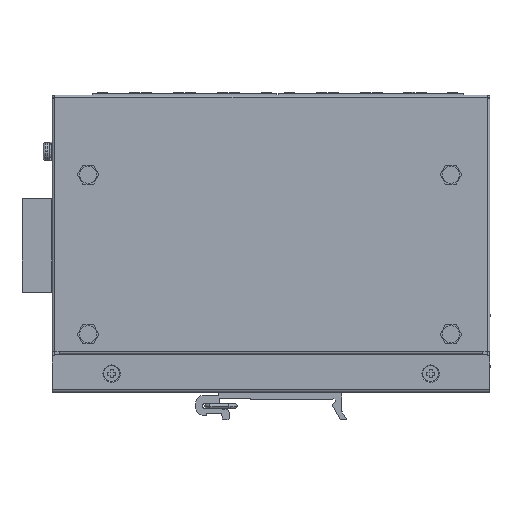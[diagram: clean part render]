
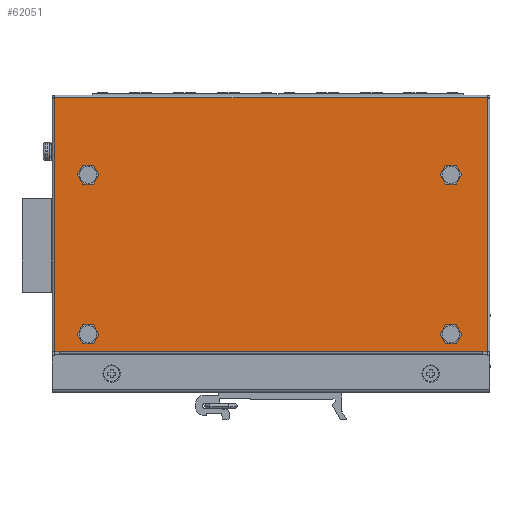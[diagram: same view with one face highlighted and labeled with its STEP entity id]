
A CAD part, left-side view. The second image highlights one B-rep face of the part: STEP entity #62051.
In plain terms, the highlighted planar face has unit normal (-1, 0, 0).
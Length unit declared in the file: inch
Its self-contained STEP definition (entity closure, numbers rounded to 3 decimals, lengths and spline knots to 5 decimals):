
#361 = VECTOR ( 'NONE', #57802, 39.37008 ) ;
#2085 = CARTESIAN_POINT ( 'NONE',  ( -0.59055, -2.44432, 3.79528 ) ) ;
#2375 = VERTEX_POINT ( 'NONE', #20862 ) ;
#2714 = DIRECTION ( 'NONE',  ( -1., 0., 0. ) ) ;
#2721 = DIRECTION ( 'NONE',  ( 0., 0., 1. ) ) ;
#3740 = VERTEX_POINT ( 'NONE', #52785 ) ;
#4681 = VECTOR ( 'NONE', #17808, 39.37008 ) ;
#5410 = DIRECTION ( 'NONE',  ( -1., 0., 0. ) ) ;
#5584 = CARTESIAN_POINT ( 'NONE',  ( -0.59055, -2.44432, 3.80315 ) ) ;
#5821 = DIRECTION ( 'NONE',  ( 0., 1., 0. ) ) ;
#8062 = DIRECTION ( 'NONE',  ( 0., 1., 0. ) ) ;
#8584 = ORIENTED_EDGE ( 'NONE', *, *, #36389, .F. ) ;
#8881 = VERTEX_POINT ( 'NONE', #41495 ) ;
#9176 = VERTEX_POINT ( 'NONE', #67004 ) ;
#9506 = EDGE_CURVE ( 'NONE', #3740, #25093, #50476, .T. ) ;
#9663 = DIRECTION ( 'NONE',  ( -1., 0., 0. ) ) ;
#10540 = AXIS2_PLACEMENT_3D ( 'NONE', #31557, #70457, #48255 ) ;
#11116 = LINE ( 'NONE', #48283, #27570 ) ;
#11938 = DIRECTION ( 'NONE',  ( -1., 0., 0. ) ) ;
#12093 = ORIENTED_EDGE ( 'NONE', *, *, #62953, .F. ) ;
#12542 = ORIENTED_EDGE ( 'NONE', *, *, #27481, .F. ) ;
#12592 = CIRCLE ( 'NONE', #24369, 0.10827 ) ;
#12676 = DIRECTION ( 'NONE',  ( 0., 0., 1. ) ) ;
#13116 = CIRCLE ( 'NONE', #22571, 0.10827 ) ;
#13500 = DIRECTION ( 'NONE',  ( -1., 0., 0. ) ) ;
#13660 = EDGE_CURVE ( 'NONE', #25093, #3740, #73279, .T. ) ;
#13813 = EDGE_CURVE ( 'NONE', #8881, #2375, #58544, .T. ) ;
#14216 = DIRECTION ( 'NONE',  ( 0., 0., -1. ) ) ;
#15610 = EDGE_CURVE ( 'NONE', #44936, #60468, #59326, .T. ) ;
#15958 = VECTOR ( 'NONE', #22204, 39.37008 ) ;
#16243 = CARTESIAN_POINT ( 'NONE',  ( -0.59055, 2.58324, 0.7185 ) ) ;
#17337 = EDGE_CURVE ( 'NONE', #45581, #35269, #11116, .T. ) ;
#17808 = DIRECTION ( 'NONE',  ( 0., 1., 0. ) ) ;
#18698 = VERTEX_POINT ( 'NONE', #68954 ) ;
#18756 = LINE ( 'NONE', #33971, #59160 ) ;
#19130 = EDGE_LOOP ( 'NONE', ( #48762, #65335 ) ) ;
#19248 = CARTESIAN_POINT ( 'NONE',  ( -0.59055, 0.28009, 0.6063 ) ) ;
#19388 = PLANE ( 'NONE',  #61593 ) ;
#19523 = EDGE_CURVE ( 'NONE', #35078, #63510, #12592, .T. ) ;
#20119 = DIRECTION ( 'NONE',  ( 0., 0., 1. ) ) ;
#20862 = CARTESIAN_POINT ( 'NONE',  ( -0.59055, 3.0045, 0.6063 ) ) ;
#21239 = ORIENTED_EDGE ( 'NONE', *, *, #43657, .F. ) ;
#22204 = DIRECTION ( 'NONE',  ( 0., 0., 1. ) ) ;
#22571 = AXIS2_PLACEMENT_3D ( 'NONE', #40093, #11938, #12676 ) ;
#22977 = LINE ( 'NONE', #68170, #361 ) ;
#23585 = ORIENTED_EDGE ( 'NONE', *, *, #61453, .F. ) ;
#24369 = AXIS2_PLACEMENT_3D ( 'NONE', #30142, #13500, #2721 ) ;
#24718 = VERTEX_POINT ( 'NONE', #67661 ) ;
#25093 = VERTEX_POINT ( 'NONE', #63112 ) ;
#25096 = LINE ( 'NONE', #48068, #40544 ) ;
#25690 = FACE_BOUND ( 'NONE', #19130, .T. ) ;
#26599 = EDGE_LOOP ( 'NONE', ( #68300, #64902 ) ) ;
#26876 = CIRCLE ( 'NONE', #63522, 0.10827 ) ;
#27076 = CIRCLE ( 'NONE', #10540, 0.10827 ) ;
#27481 = EDGE_CURVE ( 'NONE', #63510, #35078, #13116, .T. ) ;
#27570 = VECTOR ( 'NONE', #14216, 39.37008 ) ;
#28388 = EDGE_LOOP ( 'NONE', ( #37473, #30076, #29233, #29699, #12093, #23585, #69447, #36617 ) ) ;
#29233 = ORIENTED_EDGE ( 'NONE', *, *, #13813, .F. ) ;
#29699 = ORIENTED_EDGE ( 'NONE', *, *, #61666, .F. ) ;
#30076 = ORIENTED_EDGE ( 'NONE', *, *, #54478, .F. ) ;
#30142 = CARTESIAN_POINT ( 'NONE',  ( -0.59055, 2.58324, 0.82677 ) ) ;
#31557 = CARTESIAN_POINT ( 'NONE',  ( -0.59055, -1.98369, 0.82677 ) ) ;
#31857 = AXIS2_PLACEMENT_3D ( 'NONE', #50817, #50074, #39311 ) ;
#32248 = CARTESIAN_POINT ( 'NONE',  ( -0.59055, 2.58324, 2.83465 ) ) ;
#32474 = VERTEX_POINT ( 'NONE', #43362 ) ;
#32880 = CARTESIAN_POINT ( 'NONE',  ( -0.59055, -2.44432, 1.98425 ) ) ;
#33400 = ORIENTED_EDGE ( 'NONE', *, *, #19523, .F. ) ;
#33547 = LINE ( 'NONE', #56169, #60644 ) ;
#33971 = CARTESIAN_POINT ( 'NONE',  ( -0.59055, 0.28009, 0.6063 ) ) ;
#35078 = VERTEX_POINT ( 'NONE', #16243 ) ;
#35269 = VERTEX_POINT ( 'NONE', #2085 ) ;
#35684 = FACE_BOUND ( 'NONE', #26599, .T. ) ;
#36389 = EDGE_CURVE ( 'NONE', #43581, #9176, #27076, .T. ) ;
#36617 = ORIENTED_EDGE ( 'NONE', *, *, #44722, .F. ) ;
#37473 = ORIENTED_EDGE ( 'NONE', *, *, #71395, .F. ) ;
#37918 = CARTESIAN_POINT ( 'NONE',  ( -0.59055, 2.58324, 2.94291 ) ) ;
#39136 = CARTESIAN_POINT ( 'NONE',  ( -0.59055, -1.98369, 2.83465 ) ) ;
#39249 = LINE ( 'NONE', #43716, #15958 ) ;
#39311 = DIRECTION ( 'NONE',  ( 0., 0., 1. ) ) ;
#40037 = EDGE_CURVE ( 'NONE', #60468, #44936, #26876, .T. ) ;
#40093 = CARTESIAN_POINT ( 'NONE',  ( -0.59055, 2.58324, 0.82677 ) ) ;
#40544 = VECTOR ( 'NONE', #8062, 39.37008 ) ;
#40599 = CARTESIAN_POINT ( 'NONE',  ( -0.59055, 2.58324, 2.83465 ) ) ;
#41262 = VERTEX_POINT ( 'NONE', #54629 ) ;
#41495 = CARTESIAN_POINT ( 'NONE',  ( -0.59055, 2.94544, 0.6063 ) ) ;
#42373 = CARTESIAN_POINT ( 'NONE',  ( -0.59055, -1.98369, 0.82677 ) ) ;
#43174 = EDGE_LOOP ( 'NONE', ( #21239, #8584 ) ) ;
#43362 = CARTESIAN_POINT ( 'NONE',  ( -0.59055, 3.0045, 3.79528 ) ) ;
#43581 = VERTEX_POINT ( 'NONE', #57590 ) ;
#43657 = EDGE_CURVE ( 'NONE', #9176, #43581, #51077, .T. ) ;
#43716 = CARTESIAN_POINT ( 'NONE',  ( -0.59055, 3.0045, 1.98425 ) ) ;
#44332 = DIRECTION ( 'NONE',  ( 0., 0., 1. ) ) ;
#44722 = EDGE_CURVE ( 'NONE', #18698, #45581, #33547, .T. ) ;
#44936 = VERTEX_POINT ( 'NONE', #37918 ) ;
#45581 = VERTEX_POINT ( 'NONE', #5584 ) ;
#47195 = DIRECTION ( 'NONE',  ( 1., 0., 0. ) ) ;
#47547 = DIRECTION ( 'NONE',  ( 0., 0., -1. ) ) ;
#47563 = DIRECTION ( 'NONE',  ( 0., 0., 1. ) ) ;
#47709 = CARTESIAN_POINT ( 'NONE',  ( -0.59055, 2.58324, 2.72638 ) ) ;
#48068 = CARTESIAN_POINT ( 'NONE',  ( -0.59055, 0.28009, 0.6063 ) ) ;
#48255 = DIRECTION ( 'NONE',  ( 0., 0., 1. ) ) ;
#48283 = CARTESIAN_POINT ( 'NONE',  ( -0.59055, -2.44432, 1.98425 ) ) ;
#48762 = ORIENTED_EDGE ( 'NONE', *, *, #13660, .F. ) ;
#50074 = DIRECTION ( 'NONE',  ( -1., 0., 0. ) ) ;
#50476 = CIRCLE ( 'NONE', #58720, 0.10827 ) ;
#50817 = CARTESIAN_POINT ( 'NONE',  ( -0.59055, -1.98369, 2.83465 ) ) ;
#51077 = CIRCLE ( 'NONE', #67611, 0.10827 ) ;
#52272 = CARTESIAN_POINT ( 'NONE',  ( -0.59055, 2.58324, 0.93504 ) ) ;
#52785 = CARTESIAN_POINT ( 'NONE',  ( -0.59055, -1.98369, 2.94291 ) ) ;
#54464 = VECTOR ( 'NONE', #72497, 39.37008 ) ;
#54478 = EDGE_CURVE ( 'NONE', #2375, #32474, #39249, .T. ) ;
#54629 = CARTESIAN_POINT ( 'NONE',  ( -0.59055, -2.44432, 0.6063 ) ) ;
#55805 = DIRECTION ( 'NONE',  ( 0., -1., 0. ) ) ;
#56169 = CARTESIAN_POINT ( 'NONE',  ( -0.59055, 0.28009, 3.80315 ) ) ;
#57590 = CARTESIAN_POINT ( 'NONE',  ( -0.59055, -1.98369, 0.93504 ) ) ;
#57802 = DIRECTION ( 'NONE',  ( 0., 0., 1. ) ) ;
#58302 = CARTESIAN_POINT ( 'NONE',  ( -0.59055, 0.28009, 1.98425 ) ) ;
#58544 = LINE ( 'NONE', #19248, #4681 ) ;
#58679 = FACE_BOUND ( 'NONE', #66307, .T. ) ;
#58720 = AXIS2_PLACEMENT_3D ( 'NONE', #39136, #5410, #44332 ) ;
#59160 = VECTOR ( 'NONE', #5821, 39.37008 ) ;
#59326 = CIRCLE ( 'NONE', #72296, 0.10827 ) ;
#59781 = FACE_BOUND ( 'NONE', #43174, .T. ) ;
#60468 = VERTEX_POINT ( 'NONE', #47709 ) ;
#60644 = VECTOR ( 'NONE', #55805, 39.37008 ) ;
#61453 = EDGE_CURVE ( 'NONE', #35269, #41262, #67683, .T. ) ;
#61593 = AXIS2_PLACEMENT_3D ( 'NONE', #58302, #47195, #47547 ) ;
#61666 = EDGE_CURVE ( 'NONE', #24718, #8881, #18756, .T. ) ;
#62051 = ADVANCED_FACE ( 'NONE', ( #58679, #35684, #59781, #25690, #70131 ), #19388, .F. ) ;
#62953 = EDGE_CURVE ( 'NONE', #41262, #24718, #25096, .T. ) ;
#63112 = CARTESIAN_POINT ( 'NONE',  ( -0.59055, -1.98369, 2.72638 ) ) ;
#63510 = VERTEX_POINT ( 'NONE', #52272 ) ;
#63522 = AXIS2_PLACEMENT_3D ( 'NONE', #32248, #9663, #47563 ) ;
#63575 = DIRECTION ( 'NONE',  ( 0., 0., 1. ) ) ;
#64902 = ORIENTED_EDGE ( 'NONE', *, *, #15610, .F. ) ;
#65335 = ORIENTED_EDGE ( 'NONE', *, *, #9506, .F. ) ;
#66307 = EDGE_LOOP ( 'NONE', ( #33400, #12542 ) ) ;
#67004 = CARTESIAN_POINT ( 'NONE',  ( -0.59055, -1.98369, 0.7185 ) ) ;
#67611 = AXIS2_PLACEMENT_3D ( 'NONE', #42373, #2714, #20119 ) ;
#67661 = CARTESIAN_POINT ( 'NONE',  ( -0.59055, -2.38527, 0.6063 ) ) ;
#67683 = LINE ( 'NONE', #32880, #54464 ) ;
#68170 = CARTESIAN_POINT ( 'NONE',  ( -0.59055, 3.0045, 1.98425 ) ) ;
#68300 = ORIENTED_EDGE ( 'NONE', *, *, #40037, .F. ) ;
#68954 = CARTESIAN_POINT ( 'NONE',  ( -0.59055, 3.0045, 3.80315 ) ) ;
#69108 = DIRECTION ( 'NONE',  ( -1., 0., 0. ) ) ;
#69447 = ORIENTED_EDGE ( 'NONE', *, *, #17337, .F. ) ;
#70131 = FACE_OUTER_BOUND ( 'NONE', #28388, .T. ) ;
#70457 = DIRECTION ( 'NONE',  ( -1., 0., 0. ) ) ;
#71395 = EDGE_CURVE ( 'NONE', #32474, #18698, #22977, .T. ) ;
#72296 = AXIS2_PLACEMENT_3D ( 'NONE', #40599, #69108, #63575 ) ;
#72497 = DIRECTION ( 'NONE',  ( 0., 0., -1. ) ) ;
#73279 = CIRCLE ( 'NONE', #31857, 0.10827 ) ;
